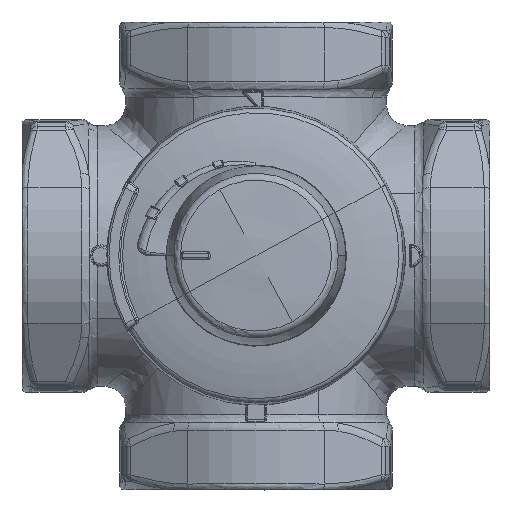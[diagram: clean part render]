
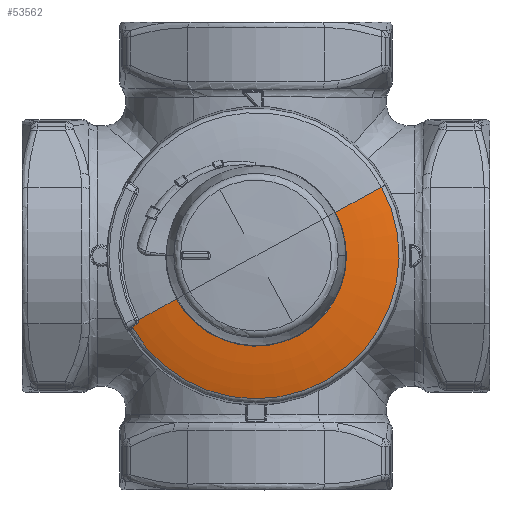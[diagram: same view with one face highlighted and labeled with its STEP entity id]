
A CAD part, top view. The second image highlights one B-rep face of the part: STEP entity #53562.
In plain terms, the highlighted toroidal (fillet/blend) face has major radius 15.055 mm and minor radius 80 mm.
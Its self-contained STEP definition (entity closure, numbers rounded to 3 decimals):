
#52713=AXIS2_PLACEMENT_3D('Circle Axis2P3D',#52711,#52712,$) ;
#53291=AXIS2_PLACEMENT_3D('Circle Axis2P3D',#53289,#53290,$) ;
#53478=AXIS2_PLACEMENT_3D('Torus Axis2P3D',#53475,#53476,#53477) ;
#53482=AXIS2_PLACEMENT_3D('Circle Axis2P3D',#53480,#53481,$) ;
#53489=AXIS2_PLACEMENT_3D('Circle Axis2P3D',#53487,#53488,$) ;
#52684=CARTESIAN_POINT('Vertex',(11.134,-20.381,7.477)) ;
#52691=CARTESIAN_POINT('Vertex',(-11.134,20.381,7.477)) ;
#52711=CARTESIAN_POINT('Axis2P3D Location',(0.,0.,7.477)) ;
#53175=CARTESIAN_POINT('Vertex',(17.606,-32.227,4.905)) ;
#53289=CARTESIAN_POINT('Axis2P3D Location',(0.,0.,4.905)) ;
#53293=CARTESIAN_POINT('Vertex',(-18.516,31.713,4.905)) ;
#53475=CARTESIAN_POINT('Axis2P3D Location',(0.,0.,-72.104)) ;
#53480=CARTESIAN_POINT('Axis2P3D Location',(-7.218,13.212,-72.104)) ;
#53484=CARTESIAN_POINT('Vertex',(-16.488,30.182,5.523)) ;
#53487=CARTESIAN_POINT('Axis2P3D Location',(7.218,-13.212,-72.104)) ;
#53539=CARTESIAN_POINT('Control Point',(-17.441,30.448,5.346)) ;
#53540=CARTESIAN_POINT('Control Point',(-17.306,30.303,5.396)) ;
#53541=CARTESIAN_POINT('Control Point',(-17.124,30.199,5.442)) ;
#53542=CARTESIAN_POINT('Control Point',(-16.898,30.149,5.481)) ;
#53543=CARTESIAN_POINT('Control Point',(-16.685,30.153,5.506)) ;
#53544=CARTESIAN_POINT('Control Point',(-16.488,30.182,5.523)) ;
#53545=CARTESIAN_POINT('Vertex',(-17.441,30.448,5.346)) ;
#53549=CARTESIAN_POINT('Control Point',(-18.516,31.713,4.905)) ;
#53550=CARTESIAN_POINT('Control Point',(-18.177,31.279,5.059)) ;
#53551=CARTESIAN_POINT('Control Point',(-17.822,30.857,5.206)) ;
#53552=CARTESIAN_POINT('Control Point',(-17.441,30.448,5.346)) ;
#52712=DIRECTION('Axis2P3D Direction',(0.,0.,1.)) ;
#53290=DIRECTION('Axis2P3D Direction',(0.,0.,1.)) ;
#53476=DIRECTION('Axis2P3D Direction',(0.,0.,1.)) ;
#53477=DIRECTION('Axis2P3D XDirection',(-0.479,0.878,0.)) ;
#53481=DIRECTION('Axis2P3D Direction',(0.878,0.479,0.)) ;
#53488=DIRECTION('Axis2P3D Direction',(-0.878,-0.479,0.)) ;
#53555=ORIENTED_EDGE('',*,*,#53295,.T.) ;
#53556=ORIENTED_EDGE('',*,*,#53491,.T.) ;
#53557=ORIENTED_EDGE('',*,*,#52715,.T.) ;
#53558=ORIENTED_EDGE('',*,*,#53486,.F.) ;
#53559=ORIENTED_EDGE('',*,*,#53547,.T.) ;
#53560=ORIENTED_EDGE('',*,*,#53553,.T.) ;
#53562=ADVANCED_FACE('',(#53561),#53479,.T.) ;
#53538=B_SPLINE_CURVE_WITH_KNOTS('',5,(#53539,#53540,#53541,#53542,#53543,#53544),.UNSPECIFIED.,.F.,.U.,(6,6),(1.343,2.434),.UNSPECIFIED.) ;
#53548=B_SPLINE_CURVE_WITH_KNOTS('',3,(#53549,#53550,#53551,#53552),.UNSPECIFIED.,.F.,.U.,(4,4),(3.873,6.271),.UNSPECIFIED.) ;
#52714=CIRCLE('generated circle',#52713,23.224) ;
#53292=CIRCLE('generated circle',#53291,36.723) ;
#53483=CIRCLE('generated circle',#53482,80.) ;
#53490=CIRCLE('generated circle',#53489,80.) ;
#53479=DEGENERATE_TOROIDAL_SURFACE('homeo Torus',#53478,15.055,80.,.T.) ;
#52715=EDGE_CURVE('',#52685,#52692,#52714,.F.) ;
#53295=EDGE_CURVE('',#53294,#53176,#53292,.T.) ;
#53486=EDGE_CURVE('',#53485,#52692,#53483,.T.) ;
#53491=EDGE_CURVE('',#53176,#52685,#53490,.T.) ;
#53547=EDGE_CURVE('',#53485,#53546,#53538,.F.) ;
#53553=EDGE_CURVE('',#53546,#53294,#53548,.F.) ;
#53554=EDGE_LOOP('',(#53555,#53556,#53557,#53558,#53559,#53560)) ;
#53561=FACE_OUTER_BOUND('',#53554,.T.) ;
#52685=VERTEX_POINT('',#52684) ;
#52692=VERTEX_POINT('',#52691) ;
#53176=VERTEX_POINT('',#53175) ;
#53294=VERTEX_POINT('',#53293) ;
#53485=VERTEX_POINT('',#53484) ;
#53546=VERTEX_POINT('',#53545) ;
